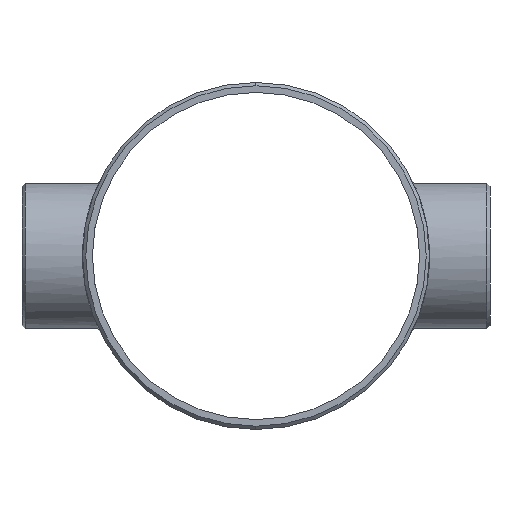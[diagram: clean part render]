
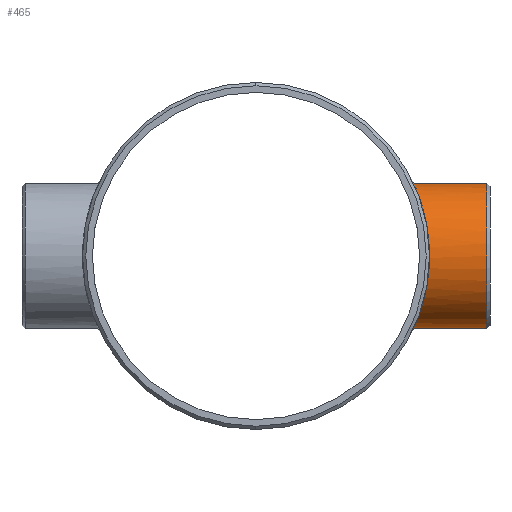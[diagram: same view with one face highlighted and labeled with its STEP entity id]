
A CAD part, left-side view. The second image highlights one B-rep face of the part: STEP entity #465.
In plain terms, the highlighted cylindrical face has radius 57.15 mm (diameter 114.3 mm), a partial arc.
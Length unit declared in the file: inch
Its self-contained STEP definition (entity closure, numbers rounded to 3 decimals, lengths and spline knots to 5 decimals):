
#12 = CARTESIAN_POINT ( 'NONE',  ( -0.29919, -4.89, -2.23127 ) ) ;
#24 = CARTESIAN_POINT ( 'NONE',  ( -2.19126, -5.35066, -0.51622 ) ) ;
#31 = CARTESIAN_POINT ( 'NONE',  ( -2.0481, -5.2936, -0.93444 ) ) ;
#54 = LINE ( 'NONE', #747, #1037 ) ;
#97 = CARTESIAN_POINT ( 'NONE',  ( -1.13112, -5.01035, 1.9464 ) ) ;
#105 = CARTESIAN_POINT ( 'NONE',  ( -1.03402, -4.98962, -1.99866 ) ) ;
#123 = CARTESIAN_POINT ( 'NONE',  ( -2.23049, -5.36686, 0.29799 ) ) ;
#130 = CARTESIAN_POINT ( 'NONE',  ( -1.6939, -5.16602, -1.48812 ) ) ;
#174 = DIRECTION ( 'NONE',  ( 0., 1., 0. ) ) ;
#180 = CYLINDRICAL_SURFACE ( 'NONE', #268, 2.25 ) ;
#202 = CARTESIAN_POINT ( 'NONE',  ( -2.06232, -5.29916, 0.90039 ) ) ;
#210 = CARTESIAN_POINT ( 'NONE',  ( -0.15072, -4.88317, -2.24619 ) ) ;
#222 = CARTESIAN_POINT ( 'NONE',  ( -1.78617, -5.19738, -1.37601 ) ) ;
#224 = CARTESIAN_POINT ( 'NONE',  ( 0., -7.14767, 0. ) ) ;
#230 = CARTESIAN_POINT ( 'NONE',  ( -1.964, -5.26167, -1.09845 ) ) ;
#232 = DIRECTION ( 'NONE',  ( 0., 0., -1. ) ) ;
#243 = DIRECTION ( 'NONE',  ( 0., 1., 0. ) ) ;
#268 = AXIS2_PLACEMENT_3D ( 'NONE', #581, #174, #1266 ) ;
#283 = EDGE_LOOP ( 'NONE', ( #466, #288, #877, #1275 ) ) ;
#288 = ORIENTED_EDGE ( 'NONE', *, *, #817, .T. ) ;
#291 = CARTESIAN_POINT ( 'NONE',  ( -1.45707, -5.09416, 1.71487 ) ) ;
#295 = CARTESIAN_POINT ( 'NONE',  ( -0.07405, -4.88141, 2.25 ) ) ;
#302 = CARTESIAN_POINT ( 'NONE',  ( -1.53824, -5.11797, -1.64246 ) ) ;
#312 = CARTESIAN_POINT ( 'NONE',  ( -0.90113, -4.96377, -2.062 ) ) ;
#324 = CARTESIAN_POINT ( 'NONE',  ( -2.25002, -5.37501, -0.14799 ) ) ;
#330 = CARTESIAN_POINT ( 'NONE',  ( -2.21936, -5.36225, 0.37191 ) ) ;
#377 = CARTESIAN_POINT ( 'NONE',  ( -1.53888, -5.11816, 1.64185 ) ) ;
#378 = CIRCLE ( 'NONE', #1262, 2.25 ) ;
#386 = CARTESIAN_POINT ( 'NONE',  ( -1.31437, -5.05493, 1.82763 ) ) ;
#397 = CARTESIAN_POINT ( 'NONE',  ( -1.5648, -5.12602, -1.61717 ) ) ;
#407 = CARTESIAN_POINT ( 'NONE',  ( -2.01648, -5.28141, -1.00087 ) ) ;
#416 = CARTESIAN_POINT ( 'NONE',  ( -1.48388, -5.1019, -1.69173 ) ) ;
#424 = CARTESIAN_POINT ( 'NONE',  ( -1.90768, -5.2409, -1.19357 ) ) ;
#428 = CARTESIAN_POINT ( 'NONE',  ( 0., -4.88141, 2.25 ) ) ;
#449 = CARTESIAN_POINT ( 'NONE',  ( 0., -4.88141, -2.25 ) ) ;
#465 = ADVANCED_FACE ( 'NONE', ( #1068 ), #180, .T. ) ;
#466 = ORIENTED_EDGE ( 'NONE', *, *, #1018, .T. ) ;
#474 = CARTESIAN_POINT ( 'NONE',  ( -0.29684, -4.89028, 2.23065 ) ) ;
#488 = CARTESIAN_POINT ( 'NONE',  ( -0.40772, -4.89827, 2.21306 ) ) ;
#497 = CARTESIAN_POINT ( 'NONE',  ( -1.48469, -5.10213, 1.69102 ) ) ;
#506 = CARTESIAN_POINT ( 'NONE',  ( -0.72995, -4.93384, -2.13347 ) ) ;
#513 = CARTESIAN_POINT ( 'NONE',  ( -2.24999, -5.375, 0.07452 ) ) ;
#522 = CARTESIAN_POINT ( 'NONE',  ( -2.01554, -5.28113, 1.00072 ) ) ;
#555 = B_SPLINE_CURVE_WITH_KNOTS ( 'NONE', 3,
 ( #824, #295, #1083, #1071, #474, #592, #488, #669, #677, #574, #583, #97, #978, #386, #881, #291, #497, #377, #780, #688, #1064, #1077, #1011, #1003, #522, #922, #202, #1020, #1206, #796, #330, #123, #915, #601, #513, #324, #1186, #24, #712, #721, #727, #31, #407, #230, #630, #424, #825, #222, #130, #397, #302, #416, #1196, #1101, #622, #993, #1213, #105, #704, #1090, #312, #506, #806, #904, #12, #210, #611, #816 ),
 .UNSPECIFIED., .F., .F.,
 ( 4, 2, 2, 2, 2, 2, 2, 2, 2, 2, 2, 2, 2, 2, 2, 2, 2, 2, 2, 2, 2, 2, 2, 2, 2, 2, 2, 2, 2, 2, 2, 2, 2, 4 ),
 ( 0.18077, 0.18642, 0.18924, 0.19206, 0.20335, 0.209, 0.21464, 0.22029, 0.22311, 0.22593, 0.23722, 0.24286, 0.24569, 0.24851, 0.2598, 0.26262, 0.26544, 0.27109, 0.28238, 0.28802, 0.29366, 0.29931, 0.30213, 0.30495, 0.31624, 0.31906, 0.32189, 0.32753, 0.33318, 0.336, 0.33882, 0.35011, 0.35575, 0.3614 ),
 .UNSPECIFIED. ) ;
#563 = VECTOR ( 'NONE', #1136, 39.37008 ) ;
#574 = CARTESIAN_POINT ( 'NONE',  ( -0.93472, -4.96964, 2.04798 ) ) ;
#581 = CARTESIAN_POINT ( 'NONE',  ( 0., -7.25, 0. ) ) ;
#583 = CARTESIAN_POINT ( 'NONE',  ( -1.00183, -4.98275, 2.01599 ) ) ;
#592 = CARTESIAN_POINT ( 'NONE',  ( -0.37098, -4.89534, 2.21952 ) ) ;
#601 = CARTESIAN_POINT ( 'NONE',  ( -2.24632, -5.37346, 0.14886 ) ) ;
#611 = CARTESIAN_POINT ( 'NONE',  ( -0.07522, -4.88141, -2.25 ) ) ;
#622 = CARTESIAN_POINT ( 'NONE',  ( -1.31338, -5.05467, -1.82833 ) ) ;
#630 = CARTESIAN_POINT ( 'NONE',  ( -1.94566, -5.25484, -1.13061 ) ) ;
#669 = CARTESIAN_POINT ( 'NONE',  ( -0.58987, -4.91478, 2.17638 ) ) ;
#677 = CARTESIAN_POINT ( 'NONE',  ( -0.73063, -4.93396, 2.13317 ) ) ;
#688 = CARTESIAN_POINT ( 'NONE',  ( -1.69476, -5.1663, 1.48717 ) ) ;
#697 = CARTESIAN_POINT ( 'NONE',  ( 0., -7.14767, -2.25 ) ) ;
#704 = CARTESIAN_POINT ( 'NONE',  ( -1.00134, -4.98295, -2.01523 ) ) ;
#712 = CARTESIAN_POINT ( 'NONE',  ( -2.17298, -5.34318, -0.58832 ) ) ;
#721 = CARTESIAN_POINT ( 'NONE',  ( -2.12971, -5.32573, -0.72959 ) ) ;
#727 = CARTESIAN_POINT ( 'NONE',  ( -2.10472, -5.31576, -0.79879 ) ) ;
#734 = CARTESIAN_POINT ( 'NONE',  ( 0., -7.25, 2.25 ) ) ;
#747 = CARTESIAN_POINT ( 'NONE',  ( 0., -7.25, -2.25 ) ) ;
#748 = LINE ( 'NONE', #734, #563 ) ;
#763 = VERTEX_POINT ( 'NONE', #449 ) ;
#780 = CARTESIAN_POINT ( 'NONE',  ( -1.56551, -5.12624, 1.61649 ) ) ;
#796 = CARTESIAN_POINT ( 'NONE',  ( -2.21291, -5.35957, 0.40856 ) ) ;
#806 = CARTESIAN_POINT ( 'NONE',  ( -0.58923, -4.91473, -2.17648 ) ) ;
#816 = CARTESIAN_POINT ( 'NONE',  ( 0., -4.88141, -2.25 ) ) ;
#817 = EDGE_CURVE ( 'NONE', #845, #907, #748, .T. ) ;
#824 = CARTESIAN_POINT ( 'NONE',  ( 0., -4.88141, 2.25 ) ) ;
#825 = CARTESIAN_POINT ( 'NONE',  ( -1.888, -5.23377, -1.22446 ) ) ;
#845 = VERTEX_POINT ( 'NONE', #1036 ) ;
#877 = ORIENTED_EDGE ( 'NONE', *, *, #1207, .T. ) ;
#881 = CARTESIAN_POINT ( 'NONE',  ( -1.37268, -5.07045, 1.78425 ) ) ;
#904 = CARTESIAN_POINT ( 'NONE',  ( -0.37242, -4.89506, -2.22019 ) ) ;
#907 = VERTEX_POINT ( 'NONE', #428 ) ;
#915 = CARTESIAN_POINT ( 'NONE',  ( -2.23517, -5.36881, 0.26061 ) ) ;
#922 = CARTESIAN_POINT ( 'NONE',  ( -2.0473, -5.29333, 0.93403 ) ) ;
#932 = DIRECTION ( 'NONE',  ( 0., 1., 0. ) ) ;
#978 = CARTESIAN_POINT ( 'NONE',  ( -1.19359, -5.02487, 1.9087 ) ) ;
#979 = VERTEX_POINT ( 'NONE', #697 ) ;
#993 = CARTESIAN_POINT ( 'NONE',  ( -1.19279, -5.02469, -1.90919 ) ) ;
#1003 = CARTESIAN_POINT ( 'NONE',  ( -1.99876, -5.27474, 1.03384 ) ) ;
#1011 = CARTESIAN_POINT ( 'NONE',  ( -1.94633, -5.25502, 1.13125 ) ) ;
#1018 = EDGE_CURVE ( 'NONE', #979, #845, #378, .T. ) ;
#1020 = CARTESIAN_POINT ( 'NONE',  ( -2.13313, -5.32688, 0.73069 ) ) ;
#1036 = CARTESIAN_POINT ( 'NONE',  ( 0., -7.14767, 2.25 ) ) ;
#1037 = VECTOR ( 'NONE', #243, 39.37008 ) ;
#1064 = CARTESIAN_POINT ( 'NONE',  ( -1.78684, -5.19761, 1.3751 ) ) ;
#1068 = FACE_OUTER_BOUND ( 'NONE', #283, .T. ) ;
#1071 = CARTESIAN_POINT ( 'NONE',  ( -0.2596, -4.88816, 2.23529 ) ) ;
#1077 = CARTESIAN_POINT ( 'NONE',  ( -1.90853, -5.2411, 1.19387 ) ) ;
#1083 = CARTESIAN_POINT ( 'NONE',  ( -0.1482, -4.88309, 2.24635 ) ) ;
#1090 = CARTESIAN_POINT ( 'NONE',  ( -0.93492, -4.97002, -2.0469 ) ) ;
#1101 = CARTESIAN_POINT ( 'NONE',  ( -1.3717, -5.07018, -1.78501 ) ) ;
#1136 = DIRECTION ( 'NONE',  ( 0., 1., 0. ) ) ;
#1186 = CARTESIAN_POINT ( 'NONE',  ( -2.23552, -5.36889, -0.29568 ) ) ;
#1196 = CARTESIAN_POINT ( 'NONE',  ( -1.45621, -5.09391, -1.7156 ) ) ;
#1206 = CARTESIAN_POINT ( 'NONE',  ( -2.17626, -5.34448, 0.59024 ) ) ;
#1207 = EDGE_CURVE ( 'NONE', #907, #763, #555, .T. ) ;
#1213 = CARTESIAN_POINT ( 'NONE',  ( -1.13052, -5.01021, -1.94673 ) ) ;
#1262 = AXIS2_PLACEMENT_3D ( 'NONE', #224, #932, #232 ) ;
#1265 = EDGE_CURVE ( 'NONE', #979, #763, #54, .T. ) ;
#1266 = DIRECTION ( 'NONE',  ( 0., 0., -1. ) ) ;
#1275 = ORIENTED_EDGE ( 'NONE', *, *, #1265, .F. ) ;
